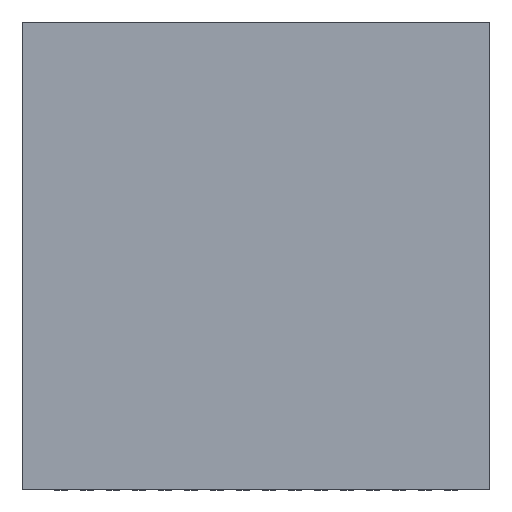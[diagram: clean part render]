
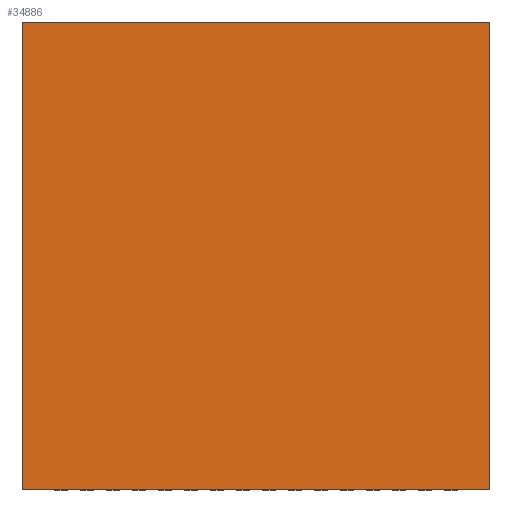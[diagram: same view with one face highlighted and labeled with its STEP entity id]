
A CAD part, top view. The second image highlights one B-rep face of the part: STEP entity #34886.
In plain terms, the highlighted face is planar.
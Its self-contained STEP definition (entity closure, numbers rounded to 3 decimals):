
#26677=DIRECTION('',(0.,0.,1.));
#26678=VECTOR('',#26677,9.);
#26679=CARTESIAN_POINT('',(-4.5,0.975,-4.5));
#26680=LINE('',#26679,#26678);
#26684=DIRECTION('',(-1.,0.,0.));
#26685=VECTOR('',#26684,9.);
#26686=CARTESIAN_POINT('',(4.5,0.975,-4.5));
#26687=LINE('',#26686,#26685);
#26691=DIRECTION('',(0.,0.,-1.));
#26692=VECTOR('',#26691,9.);
#26693=CARTESIAN_POINT('',(4.5,0.975,4.5));
#26694=LINE('',#26693,#26692);
#26698=DIRECTION('',(1.,0.,0.));
#26699=VECTOR('',#26698,9.);
#26700=CARTESIAN_POINT('',(-4.5,0.975,4.5));
#26701=LINE('',#26700,#26699);
#29005=CARTESIAN_POINT('',(-4.5,0.975,-4.5));
#29006=CARTESIAN_POINT('',(-4.5,0.975,4.5));
#29007=VERTEX_POINT('',#29005);
#29008=VERTEX_POINT('',#29006);
#29009=CARTESIAN_POINT('',(4.5,0.975,4.5));
#29010=VERTEX_POINT('',#29009);
#29011=CARTESIAN_POINT('',(4.5,0.975,-4.5));
#29012=VERTEX_POINT('',#29011);
#34875=CARTESIAN_POINT('',(0.,0.975,0.));
#34876=DIRECTION('',(0.,1.,0.));
#34877=DIRECTION('',(1.,0.,0.));
#34878=AXIS2_PLACEMENT_3D('',#34875,#34876,#34877);
#34879=PLANE('',#34878);
#34880=ORIENTED_EDGE('',*,*,#31551,.F.);
#34881=ORIENTED_EDGE('',*,*,#31818,.F.);
#34882=ORIENTED_EDGE('',*,*,#33290,.F.);
#34883=ORIENTED_EDGE('',*,*,#34656,.F.);
#34884=EDGE_LOOP('',(#34880,#34881,#34882,#34883));
#34885=FACE_OUTER_BOUND('',#34884,.F.);
#31551=EDGE_CURVE('',#29007,#29008,#26680,.T.);
#31818=EDGE_CURVE('',#29012,#29007,#26687,.T.);
#33290=EDGE_CURVE('',#29010,#29012,#26694,.T.);
#34656=EDGE_CURVE('',#29008,#29010,#26701,.T.);
#34886=ADVANCED_FACE('',(#34885),#34879,.T.);
